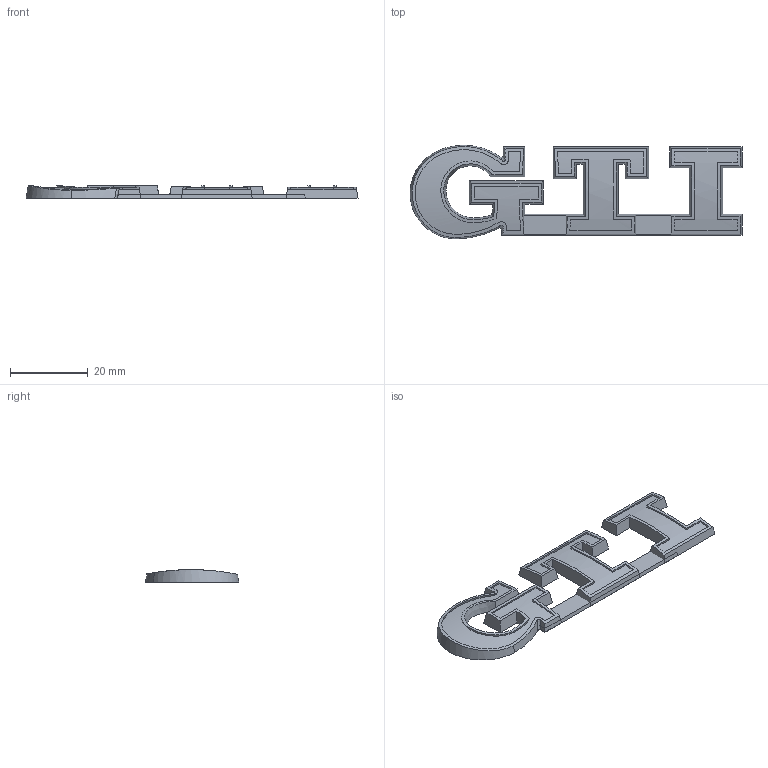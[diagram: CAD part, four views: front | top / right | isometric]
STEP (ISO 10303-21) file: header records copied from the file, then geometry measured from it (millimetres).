
FILE_DESCRIPTION(/* description */ (''),/* implementation_level */ '2;1');
FILE_NAME(/* name */ 'GTI Front Emblem Inset with Bridge.stp',/* time_stamp */ '2021-05-10T23:25:11-07:00',/* author */ ('Andrew'),/* organization */ (''),/* preprocessor_version */ 'ST-DEVELOPER v18.1',/* originating_system */ 'Autodesk Inventor 2021',/* authorisation */ '');
FILE_SCHEMA (('AUTOMOTIVE_DESIGN { 1 0 10303 214 3 1 1 }'));
Length unit declared in the file: millimetre
Products named in the file (1): GTI Front Emblem
Bounding box: 85.25 x 24.03 x 3.25 mm (x, y, z)
Volume: 3031.8 mm3; surface area: 4188.4 mm2
Topology: 4 solids, 4 shells, 113 faces, 310 edges, 208 vertices
Faces by surface type: plane 89, cone 14, cylinder 6, bspline 4
Entity records: 4371 total; most frequent: CARTESIAN_POINT 1471, ORIENTED_EDGE 620, DIRECTION 550, EDGE_CURVE 310, VERTEX_POINT 208, LINE 196, VECTOR 196, AXIS2_PLACEMENT_3D 177
